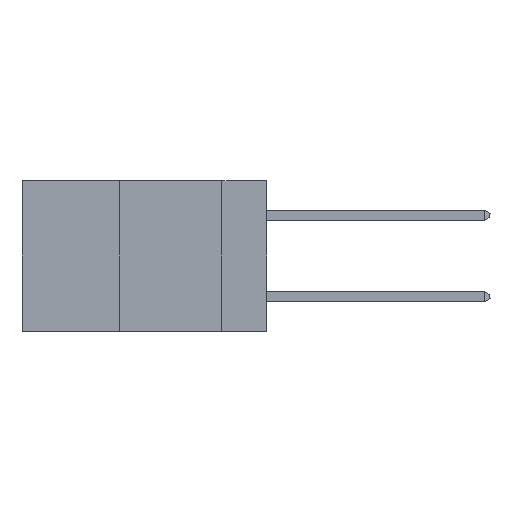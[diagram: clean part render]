
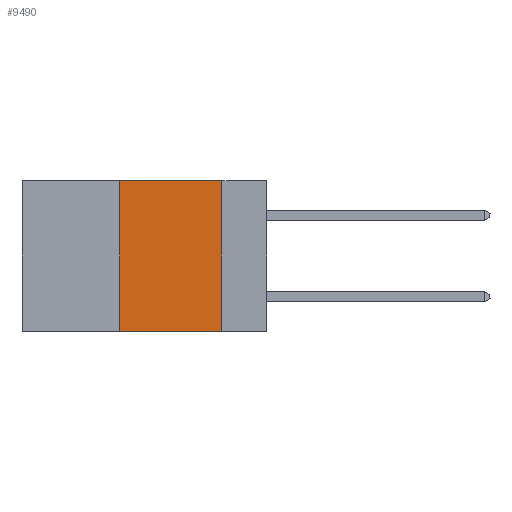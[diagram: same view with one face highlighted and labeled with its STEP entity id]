
A CAD part, left-side view. The second image highlights one B-rep face of the part: STEP entity #9490.
In plain terms, the highlighted planar face has unit normal (-1, 0, 0).
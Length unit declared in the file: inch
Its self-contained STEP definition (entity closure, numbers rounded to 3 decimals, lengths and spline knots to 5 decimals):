
#103 = AXIS2_PLACEMENT_3D ( 'NONE', #12125, #4227, #15157 ) ;
#112 = EDGE_CURVE ( 'NONE', #18823, #11063, #3772, .T. ) ;
#153 = ORIENTED_EDGE ( 'NONE', *, *, #10392, .T. ) ;
#2530 = ORIENTED_EDGE ( 'NONE', *, *, #11130, .F. ) ;
#2642 = PLANE ( 'NONE',  #103 ) ;
#2976 = CARTESIAN_POINT ( 'NONE',  ( 0., 0.36, -0.37 ) ) ;
#3772 = LINE ( 'NONE', #12170, #16192 ) ;
#4227 = DIRECTION ( 'NONE',  ( 1., 0., 0. ) ) ;
#4286 = VECTOR ( 'NONE', #15299, 39.37008 ) ;
#4523 = ORIENTED_EDGE ( 'NONE', *, *, #14625, .F. ) ;
#4793 = LINE ( 'NONE', #10697, #4286 ) ;
#6014 = CARTESIAN_POINT ( 'NONE',  ( 0., 0.11, -0.37 ) ) ;
#6138 = DIRECTION ( 'NONE',  ( 0., -1., 0. ) ) ;
#6588 = CARTESIAN_POINT ( 'NONE',  ( 0., 0.36, 0. ) ) ;
#7547 = ORIENTED_EDGE ( 'NONE', *, *, #112, .F. ) ;
#7672 = CARTESIAN_POINT ( 'NONE',  ( 0., 0.11, 0. ) ) ;
#7780 = VERTEX_POINT ( 'NONE', #2976 ) ;
#9143 = VECTOR ( 'NONE', #6138, 39.37008 ) ;
#9463 = DIRECTION ( 'NONE',  ( 0., 0., -1. ) ) ;
#9490 = ADVANCED_FACE ( 'NONE', ( #10198 ), #2642, .F. ) ;
#10198 = FACE_OUTER_BOUND ( 'NONE', #13093, .T. ) ;
#10392 = EDGE_CURVE ( 'NONE', #7780, #15993, #13303, .T. ) ;
#10697 = CARTESIAN_POINT ( 'NONE',  ( 0., 0.36, 0. ) ) ;
#11063 = VERTEX_POINT ( 'NONE', #7672 ) ;
#11130 = EDGE_CURVE ( 'NONE', #11063, #15993, #19585, .T. ) ;
#12094 = VECTOR ( 'NONE', #9463, 39.37008 ) ;
#12125 = CARTESIAN_POINT ( 'NONE',  ( 0., 0.6, 0. ) ) ;
#12170 = CARTESIAN_POINT ( 'NONE',  ( 0., 0.6, 0. ) ) ;
#13093 = EDGE_LOOP ( 'NONE', ( #2530, #7547, #4523, #153 ) ) ;
#13303 = LINE ( 'NONE', #16909, #9143 ) ;
#14625 = EDGE_CURVE ( 'NONE', #7780, #18823, #4793, .T. ) ;
#15157 = DIRECTION ( 'NONE',  ( 0., 0., -1. ) ) ;
#15299 = DIRECTION ( 'NONE',  ( 0., 0., 1. ) ) ;
#15993 = VERTEX_POINT ( 'NONE', #6014 ) ;
#16192 = VECTOR ( 'NONE', #16928, 39.37008 ) ;
#16909 = CARTESIAN_POINT ( 'NONE',  ( 0., 0.6, -0.37 ) ) ;
#16928 = DIRECTION ( 'NONE',  ( 0., -1., 0. ) ) ;
#17020 = CARTESIAN_POINT ( 'NONE',  ( 0., 0.11, 0. ) ) ;
#18823 = VERTEX_POINT ( 'NONE', #6588 ) ;
#19585 = LINE ( 'NONE', #17020, #12094 ) ;
